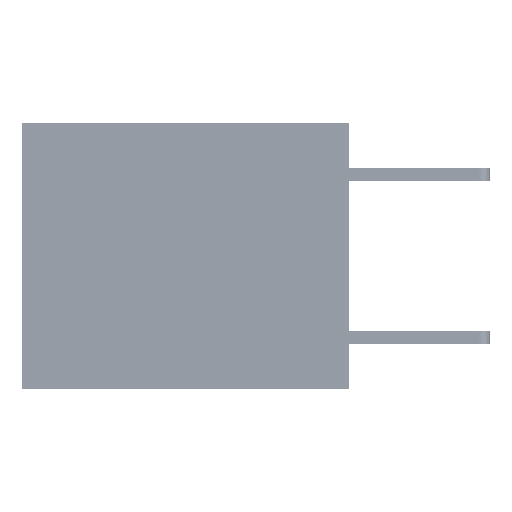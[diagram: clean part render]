
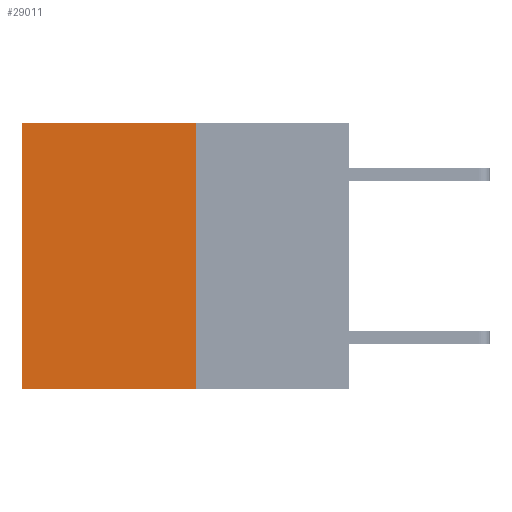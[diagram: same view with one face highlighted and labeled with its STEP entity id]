
A CAD part, left-side view. The second image highlights one B-rep face of the part: STEP entity #29011.
In plain terms, the highlighted planar face has unit normal (-1, 0, 0).
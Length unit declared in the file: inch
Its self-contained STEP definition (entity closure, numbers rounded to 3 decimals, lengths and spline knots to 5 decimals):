
#154 = LINE ( 'NONE', #27955, #29392 ) ;
#321 = VECTOR ( 'NONE', #29107, 39.37008 ) ;
#1242 = CARTESIAN_POINT ( 'NONE',  ( 0.3165, 0.28, 0. ) ) ;
#1328 = CARTESIAN_POINT ( 'NONE',  ( 0.3165, 0.28, 0. ) ) ;
#1626 = EDGE_CURVE ( 'NONE', #1807, #15613, #6295, .T. ) ;
#1807 = VERTEX_POINT ( 'NONE', #1328 ) ;
#2253 = VERTEX_POINT ( 'NONE', #27372 ) ;
#3802 = EDGE_CURVE ( 'NONE', #15613, #14480, #22177, .T. ) ;
#4844 = FACE_OUTER_BOUND ( 'NONE', #24052, .T. ) ;
#6295 = LINE ( 'NONE', #24079, #12034 ) ;
#7746 = CARTESIAN_POINT ( 'NONE',  ( 0.3165, 0.28, -0.49 ) ) ;
#8934 = VECTOR ( 'NONE', #19682, 39.37008 ) ;
#11753 = PLANE ( 'NONE',  #12752 ) ;
#12034 = VECTOR ( 'NONE', #13801, 39.37008 ) ;
#12752 = AXIS2_PLACEMENT_3D ( 'NONE', #25110, #30062, #24880 ) ;
#13801 = DIRECTION ( 'NONE',  ( 0., 0., -1. ) ) ;
#13929 = ORIENTED_EDGE ( 'NONE', *, *, #20316, .T. ) ;
#14480 = VERTEX_POINT ( 'NONE', #27973 ) ;
#15613 = VERTEX_POINT ( 'NONE', #7746 ) ;
#18269 = EDGE_CURVE ( 'NONE', #1807, #2253, #27459, .T. ) ;
#19682 = DIRECTION ( 'NONE',  ( 0., 1., 0. ) ) ;
#20316 = EDGE_CURVE ( 'NONE', #2253, #14480, #154, .T. ) ;
#22177 = LINE ( 'NONE', #31299, #321 ) ;
#22752 = ORIENTED_EDGE ( 'NONE', *, *, #1626, .F. ) ;
#24052 = EDGE_LOOP ( 'NONE', ( #13929, #25507, #22752, #34126 ) ) ;
#24079 = CARTESIAN_POINT ( 'NONE',  ( 0.3165, 0.28, -0.49 ) ) ;
#24880 = DIRECTION ( 'NONE',  ( 0., 0., -1. ) ) ;
#25110 = CARTESIAN_POINT ( 'NONE',  ( 0.3165, 0.28, -0.49 ) ) ;
#25507 = ORIENTED_EDGE ( 'NONE', *, *, #3802, .F. ) ;
#27372 = CARTESIAN_POINT ( 'NONE',  ( 0.3165, 0.6, 0. ) ) ;
#27459 = LINE ( 'NONE', #1242, #8934 ) ;
#27955 = CARTESIAN_POINT ( 'NONE',  ( 0.3165, 0.6, -0.49 ) ) ;
#27973 = CARTESIAN_POINT ( 'NONE',  ( 0.3165, 0.6, -0.49 ) ) ;
#29011 = ADVANCED_FACE ( 'NONE', ( #4844 ), #11753, .F. ) ;
#29107 = DIRECTION ( 'NONE',  ( 0., 1., 0. ) ) ;
#29392 = VECTOR ( 'NONE', #30812, 39.37008 ) ;
#30062 = DIRECTION ( 'NONE',  ( 1., 0., 0. ) ) ;
#30812 = DIRECTION ( 'NONE',  ( 0., 0., -1. ) ) ;
#31299 = CARTESIAN_POINT ( 'NONE',  ( 0.3165, 0.28, -0.49 ) ) ;
#34126 = ORIENTED_EDGE ( 'NONE', *, *, #18269, .T. ) ;
